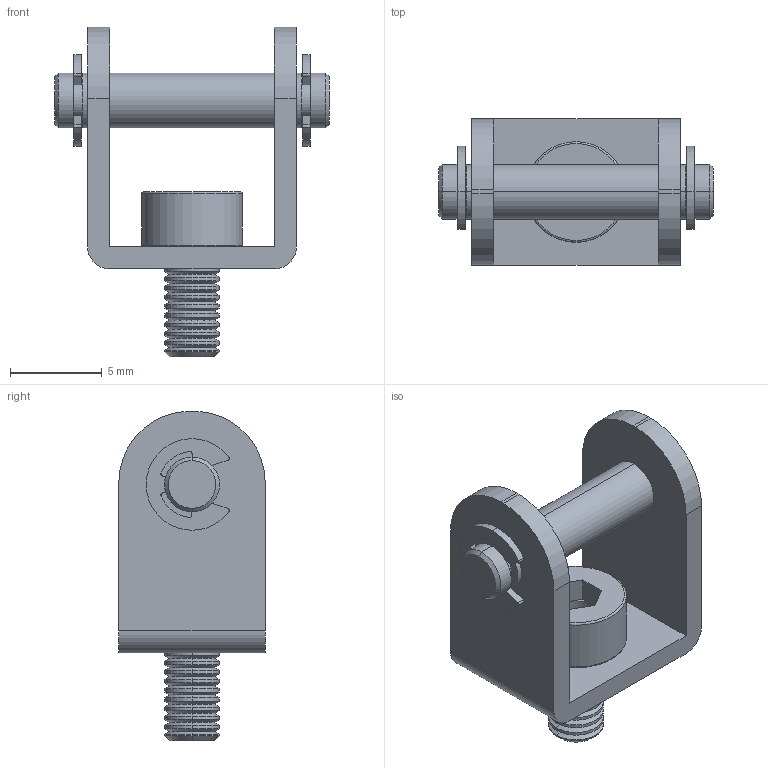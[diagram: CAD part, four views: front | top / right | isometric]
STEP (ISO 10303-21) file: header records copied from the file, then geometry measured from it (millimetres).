
FILE_DESCRIPTION (( 'STEP AP214' ), '1' );
FILE_NAME ('IR-MC05.STEP', '2023-01-06T05:34:03', ( '' ), ( '' ), 'SwSTEP 2.0', 'SolidWorks 2016', '' );
FILE_SCHEMA (( 'AUTOMOTIVE_DESIGN' ));
Length unit declared in the file: millimetre
Products named in the file (5): e-type retaining ring_ks_KS 1337 - 2; socket head cap screw_ks_KS 1003 - M3 x 6 x 6-S; HINGE PIN-E RING TYPE-3dia x 12.0mm-01; IR-MC05; U type-End Tip
Assembly tree (5 placements, depth 2):
  IR-MC05
    HINGE PIN-E RING TYPE-3dia x 12.0mm-01
    U type-End Tip
    socket head cap screw_ks_KS 1003 - M3 x 6 x 6-S
    e-type retaining ring_ks_KS 1337 - 2  x2
Bounding box: 15 x 8 x 18 mm (x, y, z)
Volume: 501.4 mm3; surface area: 1040.1 mm2
Topology: 5 solids, 5 shells, 185 faces, 422 edges, 251 vertices
Faces by surface type: cylinder 80, cone 52, plane 47, torus 6
Entity records: 4637 total; most frequent: DIRECTION 871, CARTESIAN_POINT 736, ORIENTED_EDGE 714, EDGE_CURVE 357, AXIS2_PLACEMENT_3D 344, VERTEX_POINT 209, VECTOR 183, LINE 183
